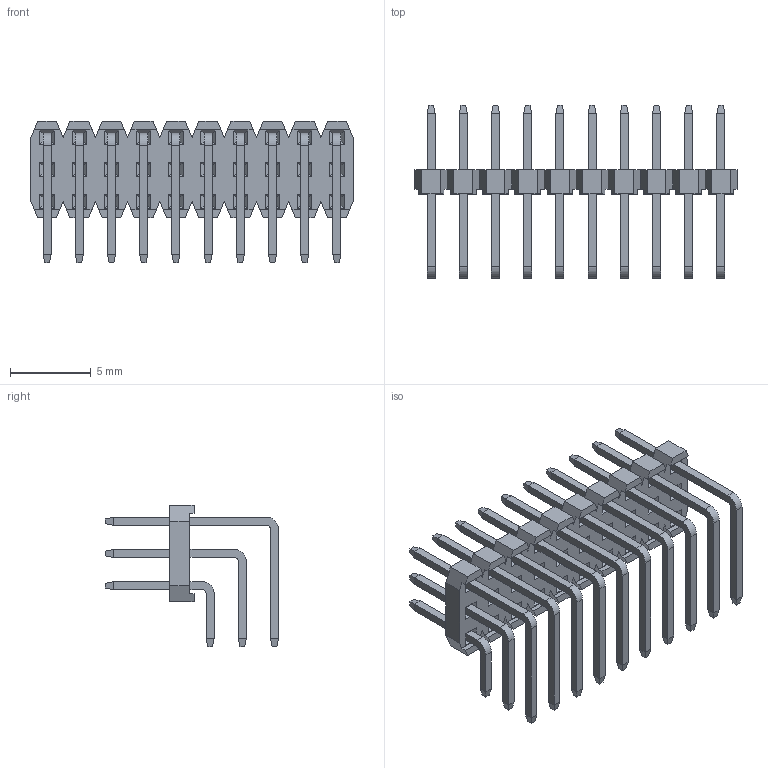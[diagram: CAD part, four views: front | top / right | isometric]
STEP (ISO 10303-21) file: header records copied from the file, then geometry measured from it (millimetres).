
FILE_DESCRIPTION( ('This file contains a STEP AP42 implementation' ,'as created by ZW3D STEP Interface translator.') ,'2;1' );
FILE_NAME( '1215-1310XXR101XXXX.stp' ,'23 322.102027', (''), ('ZWCAD Software Co.'), 'Version 1.0', 'ZW3D to STEP translator', '' );
FILE_SCHEMA(('AUTOMOTIVE_DESIGN { 1 0 10303 214 1 1 1 1 }'));
Length unit declared in the file: millimetre
Products named in the file (2): 0; 1215-1320XXR101XXXX
Bounding box: 20 x 10.75 x 8.8 mm (x, y, z)
Volume: 230.7 mm3; surface area: 1227.6 mm2
Topology: 31 solids, 31 shells, 884 faces, 2106 edges, 1284 vertices
Faces by surface type: plane 824, cylinder 60
Entity records: 25611 total; most frequent: CARTESIAN_POINT 4275, ORIENTED_EDGE 4212, DIRECTION 3996, EDGE_CURVE 2106, VECTOR 1986, LINE 1986, VERTEX_POINT 1284, AXIS2_PLACEMENT_3D 1005
